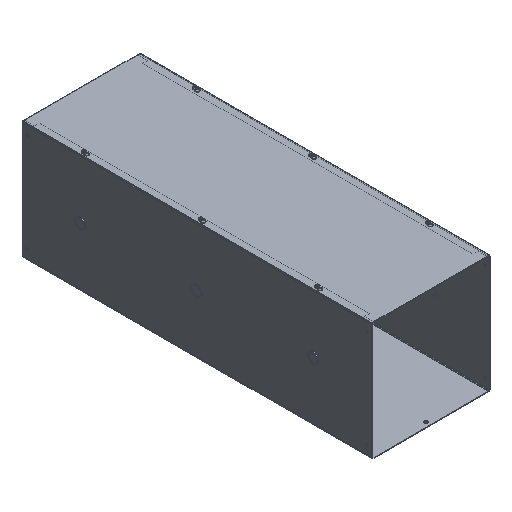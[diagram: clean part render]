
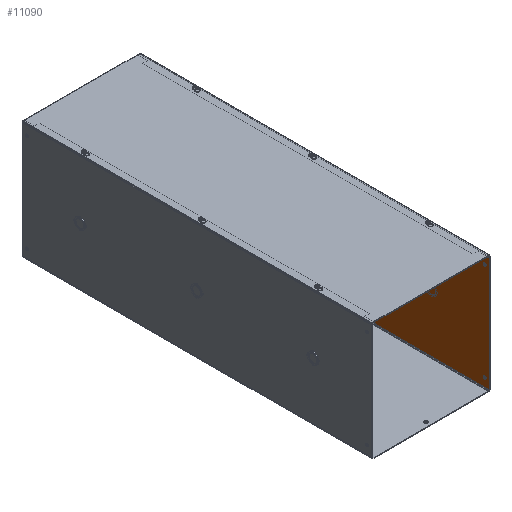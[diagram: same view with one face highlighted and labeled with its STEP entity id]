
A CAD part, isometric view. The second image highlights one B-rep face of the part: STEP entity #11090.
In plain terms, the highlighted planar face has unit normal (-1, 0, 0).
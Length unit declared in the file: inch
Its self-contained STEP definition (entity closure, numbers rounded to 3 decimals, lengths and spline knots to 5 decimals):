
#43 = ORIENTED_EDGE ( 'NONE', *, *, #9459, .F. ) ;
#195 = AXIS2_PLACEMENT_3D ( 'NONE', #12888, #2193, #8642 ) ;
#425 = DIRECTION ( 'NONE',  ( 0., 0., -1. ) ) ;
#467 = CARTESIAN_POINT ( 'NONE',  ( 6., 17.5, 1.133 ) ) ;
#470 = CARTESIAN_POINT ( 'NONE',  ( 6., 17.5, 1. ) ) ;
#501 = EDGE_CURVE ( 'NONE', #14874, #6317, #10692, .T. ) ;
#743 = VERTEX_POINT ( 'NONE', #2952 ) ;
#891 = CARTESIAN_POINT ( 'NONE',  ( 6., -17.5, 1. ) ) ;
#1145 = CARTESIAN_POINT ( 'NONE',  ( 6., -18., 0.072 ) ) ;
#1388 = CARTESIAN_POINT ( 'NONE',  ( 6., -18., 0.108 ) ) ;
#1500 = LINE ( 'NONE', #15838, #14592 ) ;
#1791 = ORIENTED_EDGE ( 'NONE', *, *, #5941, .T. ) ;
#2057 = EDGE_CURVE ( 'NONE', #9680, #12256, #15367, .T. ) ;
#2193 = DIRECTION ( 'NONE',  ( -1., 0., 0. ) ) ;
#2791 = DIRECTION ( 'NONE',  ( 0., 0., -1. ) ) ;
#2813 = DIRECTION ( 'NONE',  ( 0., 0., -1. ) ) ;
#2952 = CARTESIAN_POINT ( 'NONE',  ( 6., 18., 0.108 ) ) ;
#3062 = EDGE_LOOP ( 'NONE', ( #12480, #12778 ) ) ;
#3073 = DIRECTION ( 'NONE',  ( 0., 0., -1. ) ) ;
#3378 = CARTESIAN_POINT ( 'NONE',  ( 6., -18., 11.964 ) ) ;
#3415 = CIRCLE ( 'NONE', #4534, 0.133 ) ;
#3763 = LINE ( 'NONE', #1145, #9159 ) ;
#4415 = ORIENTED_EDGE ( 'NONE', *, *, #9501, .F. ) ;
#4534 = AXIS2_PLACEMENT_3D ( 'NONE', #891, #12793, #3073 ) ;
#4888 = EDGE_LOOP ( 'NONE', ( #4415, #16915 ) ) ;
#4971 = DIRECTION ( 'NONE',  ( -1., 0., 0. ) ) ;
#5039 = ORIENTED_EDGE ( 'NONE', *, *, #2057, .F. ) ;
#5074 = EDGE_LOOP ( 'NONE', ( #43, #8806 ) ) ;
#5590 = EDGE_CURVE ( 'NONE', #11418, #743, #17120, .T. ) ;
#5771 = DIRECTION ( 'NONE',  ( 0., 0., -1. ) ) ;
#5941 = EDGE_CURVE ( 'NONE', #10037, #743, #1500, .T. ) ;
#6064 = DIRECTION ( 'NONE',  ( -1., 0., 0. ) ) ;
#6127 = EDGE_CURVE ( 'NONE', #10037, #10460, #9837, .T. ) ;
#6317 = VERTEX_POINT ( 'NONE', #7577 ) ;
#6384 = CIRCLE ( 'NONE', #8323, 0.133 ) ;
#6434 = DIRECTION ( 'NONE',  ( 0., 1., 0. ) ) ;
#6500 = FACE_BOUND ( 'NONE', #9765, .T. ) ;
#6592 = DIRECTION ( 'NONE',  ( 1., 0., 0. ) ) ;
#6963 = CARTESIAN_POINT ( 'NONE',  ( 6., 17.5, 11.205 ) ) ;
#7083 = EDGE_CURVE ( 'NONE', #12256, #9680, #13532, .T. ) ;
#7444 = CARTESIAN_POINT ( 'NONE',  ( 6., -18., 0.108 ) ) ;
#7577 = CARTESIAN_POINT ( 'NONE',  ( 6., 17.5, 10.939 ) ) ;
#7799 = FACE_OUTER_BOUND ( 'NONE', #12641, .T. ) ;
#7895 = VERTEX_POINT ( 'NONE', #11603 ) ;
#7969 = DIRECTION ( 'NONE',  ( -1., 0., 0. ) ) ;
#8065 = AXIS2_PLACEMENT_3D ( 'NONE', #10494, #6592, #11876 ) ;
#8323 = AXIS2_PLACEMENT_3D ( 'NONE', #9884, #6064, #425 ) ;
#8543 = CARTESIAN_POINT ( 'NONE',  ( 6., -18., 11.964 ) ) ;
#8580 = CARTESIAN_POINT ( 'NONE',  ( 6., -17.5, 0.867 ) ) ;
#8642 = DIRECTION ( 'NONE',  ( 0., 0., -1. ) ) ;
#8710 = AXIS2_PLACEMENT_3D ( 'NONE', #14343, #4971, #15486 ) ;
#8806 = ORIENTED_EDGE ( 'NONE', *, *, #14699, .F. ) ;
#9159 = VECTOR ( 'NONE', #10622, 39.37008 ) ;
#9459 = EDGE_CURVE ( 'NONE', #12439, #15810, #16000, .T. ) ;
#9497 = VECTOR ( 'NONE', #14783, 39.37008 ) ;
#9501 = EDGE_CURVE ( 'NONE', #6317, #14874, #14318, .T. ) ;
#9518 = CARTESIAN_POINT ( 'NONE',  ( 6., 18., 11.964 ) ) ;
#9578 = DIRECTION ( 'NONE',  ( 0., 0., -1. ) ) ;
#9680 = VERTEX_POINT ( 'NONE', #11629 ) ;
#9765 = EDGE_LOOP ( 'NONE', ( #5039, #16267 ) ) ;
#9837 = LINE ( 'NONE', #8543, #9497 ) ;
#9884 = CARTESIAN_POINT ( 'NONE',  ( 6., -17.5, 1. ) ) ;
#10037 = VERTEX_POINT ( 'NONE', #9518 ) ;
#10135 = AXIS2_PLACEMENT_3D ( 'NONE', #11598, #16977, #10465 ) ;
#10460 = VERTEX_POINT ( 'NONE', #3378 ) ;
#10465 = DIRECTION ( 'NONE',  ( 0., 0., -1. ) ) ;
#10494 = CARTESIAN_POINT ( 'NONE',  ( 6., -18., 0.0625 ) ) ;
#10622 = DIRECTION ( 'NONE',  ( 0., 0., 1. ) ) ;
#10692 = CIRCLE ( 'NONE', #10135, 0.133 ) ;
#10795 = CARTESIAN_POINT ( 'NONE',  ( 6., 17.5, 1. ) ) ;
#10828 = EDGE_CURVE ( 'NONE', #13568, #7895, #6384, .T. ) ;
#10928 = AXIS2_PLACEMENT_3D ( 'NONE', #10795, #16086, #9578 ) ;
#11090 = ADVANCED_FACE ( 'NONE', ( #7799, #13270, #13090, #6500, #11793 ), #17098, .F. ) ;
#11418 = VERTEX_POINT ( 'NONE', #7444 ) ;
#11598 = CARTESIAN_POINT ( 'NONE',  ( 6., 17.5, 11.072 ) ) ;
#11603 = CARTESIAN_POINT ( 'NONE',  ( 6., -17.5, 1.133 ) ) ;
#11629 = CARTESIAN_POINT ( 'NONE',  ( 6., 17.5, 0.867 ) ) ;
#11786 = CARTESIAN_POINT ( 'NONE',  ( 6., 17.5, 11.072 ) ) ;
#11793 = FACE_BOUND ( 'NONE', #4888, .T. ) ;
#11800 = ORIENTED_EDGE ( 'NONE', *, *, #5590, .F. ) ;
#11876 = DIRECTION ( 'NONE',  ( 0., 0., -1. ) ) ;
#12256 = VERTEX_POINT ( 'NONE', #467 ) ;
#12439 = VERTEX_POINT ( 'NONE', #14259 ) ;
#12479 = EDGE_CURVE ( 'NONE', #11418, #10460, #3763, .T. ) ;
#12480 = ORIENTED_EDGE ( 'NONE', *, *, #10828, .F. ) ;
#12641 = EDGE_LOOP ( 'NONE', ( #1791, #11800, #16136, #15440 ) ) ;
#12778 = ORIENTED_EDGE ( 'NONE', *, *, #14600, .F. ) ;
#12793 = DIRECTION ( 'NONE',  ( -1., 0., 0. ) ) ;
#12888 = CARTESIAN_POINT ( 'NONE',  ( 6., -17.5, 11.072 ) ) ;
#13090 = FACE_BOUND ( 'NONE', #5074, .T. ) ;
#13270 = FACE_BOUND ( 'NONE', #3062, .T. ) ;
#13532 = CIRCLE ( 'NONE', #15753, 0.133 ) ;
#13568 = VERTEX_POINT ( 'NONE', #8580 ) ;
#13965 = CIRCLE ( 'NONE', #8710, 0.133 ) ;
#14259 = CARTESIAN_POINT ( 'NONE',  ( 6., -17.5, 10.939 ) ) ;
#14318 = CIRCLE ( 'NONE', #16839, 0.133 ) ;
#14343 = CARTESIAN_POINT ( 'NONE',  ( 6., -17.5, 11.072 ) ) ;
#14592 = VECTOR ( 'NONE', #2791, 39.37008 ) ;
#14600 = EDGE_CURVE ( 'NONE', #7895, #13568, #3415, .T. ) ;
#14699 = EDGE_CURVE ( 'NONE', #15810, #12439, #13965, .T. ) ;
#14783 = DIRECTION ( 'NONE',  ( 0., -1., 0. ) ) ;
#14874 = VERTEX_POINT ( 'NONE', #6963 ) ;
#15106 = CARTESIAN_POINT ( 'NONE',  ( 6., -17.5, 11.205 ) ) ;
#15367 = CIRCLE ( 'NONE', #10928, 0.133 ) ;
#15440 = ORIENTED_EDGE ( 'NONE', *, *, #6127, .F. ) ;
#15486 = DIRECTION ( 'NONE',  ( 0., 0., -1. ) ) ;
#15753 = AXIS2_PLACEMENT_3D ( 'NONE', #470, #16194, #5771 ) ;
#15810 = VERTEX_POINT ( 'NONE', #15106 ) ;
#15838 = CARTESIAN_POINT ( 'NONE',  ( 6., 18., 0.072 ) ) ;
#16000 = CIRCLE ( 'NONE', #195, 0.133 ) ;
#16086 = DIRECTION ( 'NONE',  ( -1., 0., 0. ) ) ;
#16136 = ORIENTED_EDGE ( 'NONE', *, *, #12479, .T. ) ;
#16194 = DIRECTION ( 'NONE',  ( -1., 0., 0. ) ) ;
#16259 = VECTOR ( 'NONE', #6434, 39.37008 ) ;
#16267 = ORIENTED_EDGE ( 'NONE', *, *, #7083, .F. ) ;
#16839 = AXIS2_PLACEMENT_3D ( 'NONE', #11786, #7969, #2813 ) ;
#16915 = ORIENTED_EDGE ( 'NONE', *, *, #501, .F. ) ;
#16977 = DIRECTION ( 'NONE',  ( -1., 0., 0. ) ) ;
#17098 = PLANE ( 'NONE',  #8065 ) ;
#17120 = LINE ( 'NONE', #1388, #16259 ) ;
